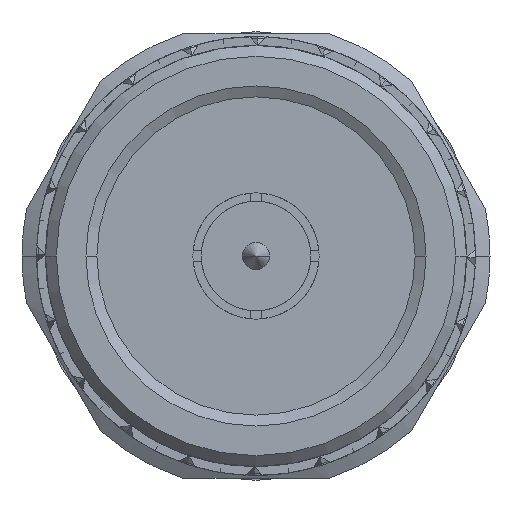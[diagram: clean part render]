
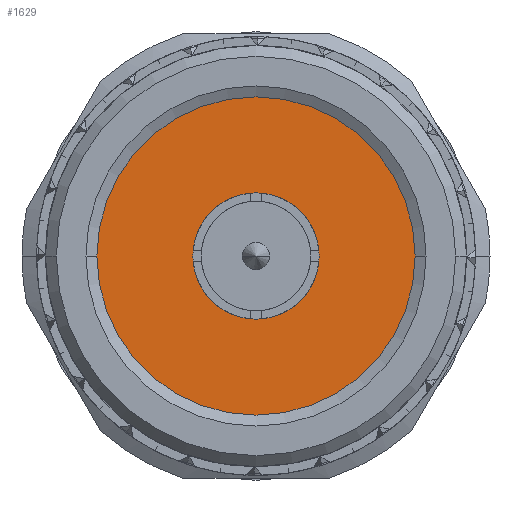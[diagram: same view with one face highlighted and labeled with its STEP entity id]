
A CAD part, left-side view. The second image highlights one B-rep face of the part: STEP entity #1629.
In plain terms, the highlighted face is planar.
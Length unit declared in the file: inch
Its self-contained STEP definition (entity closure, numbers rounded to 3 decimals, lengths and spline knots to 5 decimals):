
#460 = AXIS2_PLACEMENT_3D ( 'NONE', #48360, #39572, #3135 ) ;
#1435 = EDGE_CURVE ( 'NONE', #57252, #8429, #2284, .T. ) ;
#1629 = ADVANCED_FACE ( 'NONE', ( #45452, #18724 ), #36663, .T. ) ;
#2284 = CIRCLE ( 'NONE', #52938, 0.31 ) ;
#3135 = DIRECTION ( 'NONE',  ( 0., 0., -1. ) ) ;
#3958 = VERTEX_POINT ( 'NONE', #13863 ) ;
#7005 = AXIS2_PLACEMENT_3D ( 'NONE', #54534, #8729, #55990 ) ;
#8429 = VERTEX_POINT ( 'NONE', #14762 ) ;
#8609 = AXIS2_PLACEMENT_3D ( 'NONE', #11448, #47828, #47261 ) ;
#8729 = DIRECTION ( 'NONE',  ( 0., -1., 0. ) ) ;
#9552 = CIRCLE ( 'NONE', #8609, 0.31 ) ;
#11448 = CARTESIAN_POINT ( 'NONE',  ( 0., -0.09583, 0. ) ) ;
#13863 = CARTESIAN_POINT ( 'NONE',  ( 0., -0.09583, -0.115 ) ) ;
#14017 = EDGE_CURVE ( 'NONE', #44457, #3958, #49248, .T. ) ;
#14618 = EDGE_LOOP ( 'NONE', ( #47122, #24319 ) ) ;
#14762 = CARTESIAN_POINT ( 'NONE',  ( 0., -0.09583, 0.31 ) ) ;
#16256 = AXIS2_PLACEMENT_3D ( 'NONE', #32419, #40594, #22678 ) ;
#18724 = FACE_OUTER_BOUND ( 'NONE', #32681, .T. ) ;
#19088 = DIRECTION ( 'NONE',  ( 0., 0., -1. ) ) ;
#22417 = CARTESIAN_POINT ( 'NONE',  ( 0., -0.09583, 0.115 ) ) ;
#22678 = DIRECTION ( 'NONE',  ( 0., 0., -1. ) ) ;
#23794 = DIRECTION ( 'NONE',  ( 0., -1., 0. ) ) ;
#24319 = ORIENTED_EDGE ( 'NONE', *, *, #43126, .F. ) ;
#29370 = CARTESIAN_POINT ( 'NONE',  ( 0., -0.09583, 0. ) ) ;
#31292 = CIRCLE ( 'NONE', #16256, 0.115 ) ;
#32419 = CARTESIAN_POINT ( 'NONE',  ( 0., -0.09583, 0. ) ) ;
#32681 = EDGE_LOOP ( 'NONE', ( #47536, #34975 ) ) ;
#34975 = ORIENTED_EDGE ( 'NONE', *, *, #46845, .T. ) ;
#36663 = PLANE ( 'NONE',  #7005 ) ;
#39572 = DIRECTION ( 'NONE',  ( 0., -1., 0. ) ) ;
#40594 = DIRECTION ( 'NONE',  ( 0., -1., 0. ) ) ;
#43126 = EDGE_CURVE ( 'NONE', #3958, #44457, #31292, .T. ) ;
#44457 = VERTEX_POINT ( 'NONE', #22417 ) ;
#45452 = FACE_BOUND ( 'NONE', #14618, .T. ) ;
#46845 = EDGE_CURVE ( 'NONE', #8429, #57252, #9552, .T. ) ;
#47122 = ORIENTED_EDGE ( 'NONE', *, *, #14017, .F. ) ;
#47261 = DIRECTION ( 'NONE',  ( 0., 0., -1. ) ) ;
#47536 = ORIENTED_EDGE ( 'NONE', *, *, #1435, .T. ) ;
#47745 = CARTESIAN_POINT ( 'NONE',  ( 0., -0.09583, -0.31 ) ) ;
#47828 = DIRECTION ( 'NONE',  ( 0., -1., 0. ) ) ;
#48360 = CARTESIAN_POINT ( 'NONE',  ( 0., -0.09583, 0. ) ) ;
#49248 = CIRCLE ( 'NONE', #460, 0.115 ) ;
#52938 = AXIS2_PLACEMENT_3D ( 'NONE', #29370, #23794, #19088 ) ;
#54534 = CARTESIAN_POINT ( 'NONE',  ( 0., -0.09583, 0.31 ) ) ;
#55990 = DIRECTION ( 'NONE',  ( 0., 0., -1. ) ) ;
#57252 = VERTEX_POINT ( 'NONE', #47745 ) ;
